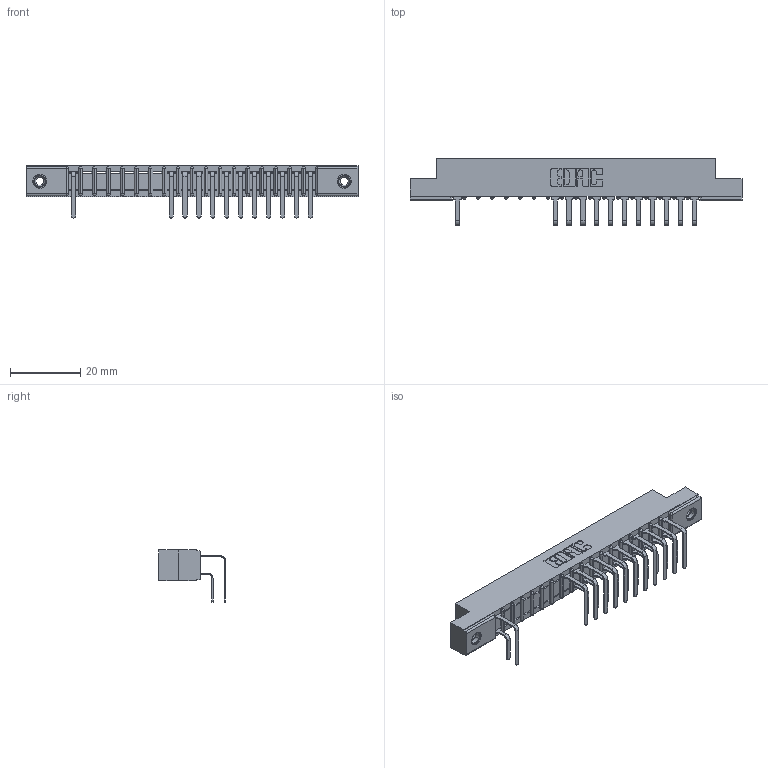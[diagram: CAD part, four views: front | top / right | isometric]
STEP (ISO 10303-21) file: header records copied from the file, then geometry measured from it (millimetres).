
FILE_DESCRIPTION (( 'STEP AP203' ), '1' );
FILE_NAME ('307-018-558-108.STEP', '2018-08-03T22:43:56', ( '' ), ( '' ), 'SwSTEP 2.0', 'SolidWorks 2016', '' );
FILE_SCHEMA (( 'CONFIG_CONTROL_DESIGN' ));
Length unit declared in the file: inch
Products named in the file (5): 345-250-001_345-250-003-102; 307-018-558-108; 307 Part_.156 Dia Mounting Holes; 307-290-001_558 559 - 1 (Single); 307-290-001_558 - 2 (Single)
Assembly tree (26 placements, depth 2):
  307-018-558-108
    307 Part_.156 Dia Mounting Holes
    307-290-001_558 559 - 1 (Single)  x11
    307-290-001_558 - 2 (Single)  x12
    345-250-001_345-250-003-102  x2
Bounding box: 94.34 x 18.96 x 14.81 mm (x, y, z)
Volume: 6099.8 mm3; surface area: 10176.7 mm2
Topology: 26 solids, 26 shells, 1477 faces, 4141 edges, 2670 vertices
Faces by surface type: plane 939, cylinder 484, sphere 38, cone 12, torus 4
Entity records: 21182 total; most frequent: CARTESIAN_POINT 3514, ORIENTED_EDGE 3486, DIRECTION 3447, EDGE_CURVE 1743, VECTOR 1325, LINE 1325, VERTEX_POINT 1128, AXIS2_PLACEMENT_3D 1061
